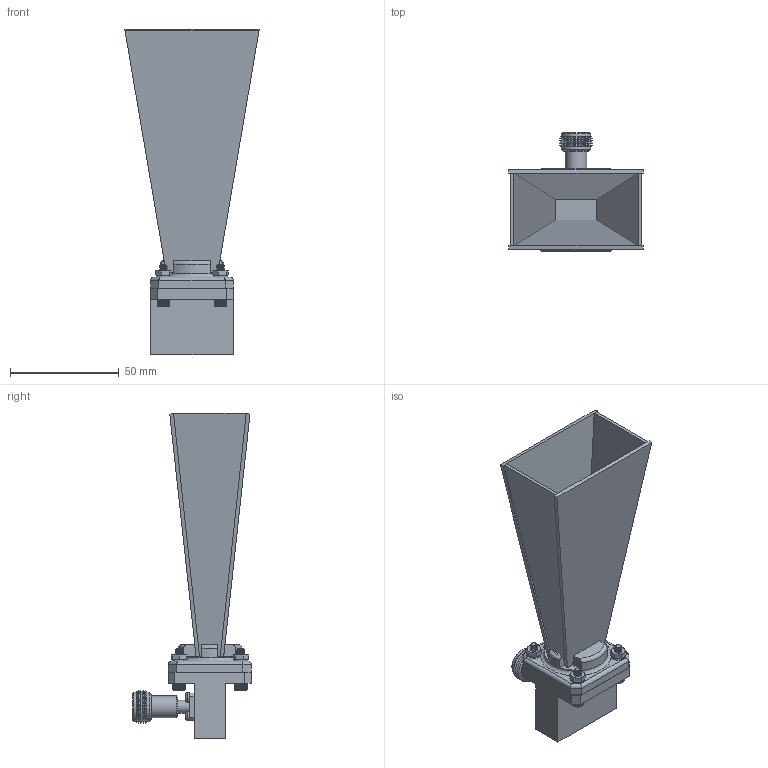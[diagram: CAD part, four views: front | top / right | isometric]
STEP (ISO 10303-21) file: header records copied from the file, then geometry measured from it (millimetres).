
FILE_DESCRIPTION (( 'STEP AP214' ), '1' );
FILE_NAME ('FM9855B-NF-15_3D.STEP', '2021-01-06T22:32:55', ( '' ), ( '' ), 'SwSTEP 2.0', 'SolidWorks 2018', '' );
FILE_SCHEMA (( 'AUTOMOTIVE_DESIGN' ));
Length unit declared in the file: inch
Products named in the file (11): Copy of 075-01676^PE9874; Copy of 06142-con screw^Copy of PE9874_con_PE9874; Copy of 112-N-PANEL^Copy of PE9874_con_PE9874; Copy of 112-N^Copy of PE9874_con_PE9874; Copy of PE9874_con^PE9874; 6-32HN-NARROW_90730A007; PE9874; 6-32SH-HXx.625_92196A150; PE9855B-15; FM9855B-NF-15_3D; 6-LW
Assembly tree (22 placements, depth 4):
  FM9855B-NF-15_3D
    PE9855B-15
    6-32SH-HXx.625_92196A150  x4
    6-32HN-NARROW_90730A007  x4
    6-LW  x4
    PE9874
      Copy of PE9874_con^PE9874
        Copy of 06142-con screw^Copy of PE9874_con_PE9874  x4
        Copy of 112-N^Copy of PE9874_con_PE9874
        Copy of 112-N-PANEL^Copy of PE9874_con_PE9874
      Copy of 075-01676^PE9874
Bounding box: 61.82 x 54.55 x 149.61 mm (x, y, z)
Volume: 56955.9 mm3; surface area: 44464.3 mm2
Topology: 20 solids, 20 shells, 1155 faces, 2671 edges, 1574 vertices
Faces by surface type: plane 706, cone 346, cylinder 74, bspline 24, torus 5
Full cylindrical faces by diameter (mm): 1.7 x1, 2.7 x4, 3.04 x1, 3.658 x4, 3.7 x4, 4 x1, 4.1 x1, 4.3 x4, 6 x1, 7 x1, 10 x1, 13.5 x2, 29.362 x1
Entity records: 15464 total; most frequent: CARTESIAN_POINT 5615, ORIENTED_EDGE 1718, DIRECTION 1558, EDGE_CURVE 859, AXIS2_PLACEMENT_3D 594, VERTEX_POINT 539, EDGE_LOOP 474, FACE_OUTER_BOUND 415
